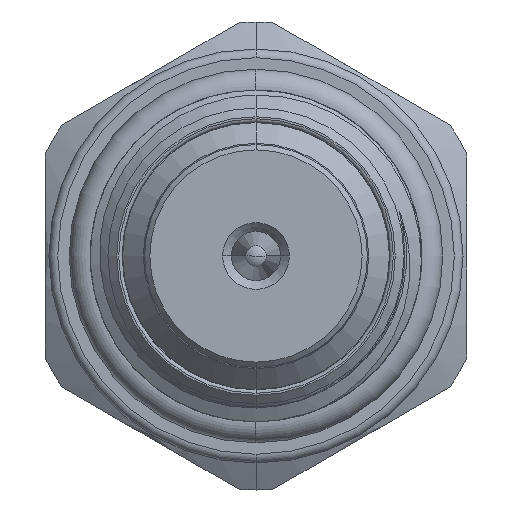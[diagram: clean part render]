
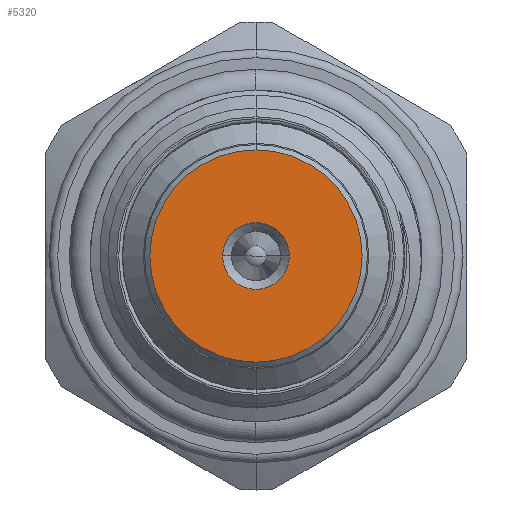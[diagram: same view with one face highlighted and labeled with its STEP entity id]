
A CAD part, front view. The second image highlights one B-rep face of the part: STEP entity #5320.
In plain terms, the highlighted planar face has unit normal (0, -1, 0).
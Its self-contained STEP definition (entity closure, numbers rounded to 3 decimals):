
#133 = FACE_BOUND ( 'NONE', #13719, .T. ) ;
#154 = CIRCLE ( 'NONE', #9996, 6.05 ) ;
#470 = CIRCLE ( 'NONE', #9771, 1.9 ) ;
#771 = CIRCLE ( 'NONE', #9791, 1.9 ) ;
#940 = FACE_OUTER_BOUND ( 'NONE', #13688, .T. ) ;
#998 = CIRCLE ( 'NONE', #9864, 6.05 ) ;
#1349 = CARTESIAN_POINT ( 'NONE',  ( 1.9, -46.36, 0. ) ) ;
#1365 = CARTESIAN_POINT ( 'NONE',  ( 0., -46.36, 6.05 ) ) ;
#1410 = CARTESIAN_POINT ( 'NONE',  ( 0., -46.36, -6.05 ) ) ;
#1549 = CARTESIAN_POINT ( 'NONE',  ( -1.9, -46.36, 0. ) ) ;
#1843 = CARTESIAN_POINT ( 'NONE',  ( 0., -46.36, 0. ) ) ;
#1844 = DIRECTION ( 'NONE',  ( 0., 1., 0. ) ) ;
#1845 = DIRECTION ( 'NONE',  ( 0., 0., -1. ) ) ;
#3346 = VERTEX_POINT ( 'NONE', #1549 ) ;
#3347 = VERTEX_POINT ( 'NONE', #1349 ) ;
#3359 = VERTEX_POINT ( 'NONE', #1410 ) ;
#3480 = ORIENTED_EDGE ( 'NONE', *, *, #12745, .T. ) ;
#3537 = ORIENTED_EDGE ( 'NONE', *, *, #9642, .F. ) ;
#3577 = VERTEX_POINT ( 'NONE', #1365 ) ;
#3678 = ORIENTED_EDGE ( 'NONE', *, *, #9738, .T. ) ;
#3737 = ORIENTED_EDGE ( 'NONE', *, *, #9736, .F. ) ;
#4316 = CARTESIAN_POINT ( 'NONE',  ( 0., -46.36, 0. ) ) ;
#4317 = DIRECTION ( 'NONE',  ( 0., 1., 0. ) ) ;
#4318 = DIRECTION ( 'NONE',  ( 0., 0., -1. ) ) ;
#4324 = CARTESIAN_POINT ( 'NONE',  ( 0., -46.36, 0. ) ) ;
#4325 = DIRECTION ( 'NONE',  ( 0., 1., 0. ) ) ;
#4326 = DIRECTION ( 'NONE',  ( 0., 0., -1. ) ) ;
#5320 = ADVANCED_FACE ( 'NONE', ( #133, #940 ), #7055, .F. ) ;
#6744 = CARTESIAN_POINT ( 'NONE',  ( 0., -46.36, 0. ) ) ;
#6745 = DIRECTION ( 'NONE',  ( 0., 1., 0. ) ) ;
#6746 = DIRECTION ( 'NONE',  ( 0., 0., -1. ) ) ;
#7055 = PLANE ( 'NONE',  #12794 ) ;
#7065 = DIRECTION ( 'NONE',  ( 0., 0., -1. ) ) ;
#7066 = DIRECTION ( 'NONE',  ( 0., 1., 0. ) ) ;
#7070 = CARTESIAN_POINT ( 'NONE',  ( 0., -46.36, 0. ) ) ;
#9642 = EDGE_CURVE ( 'NONE', #3359, #3577, #154, .T. ) ;
#9736 = EDGE_CURVE ( 'NONE', #3577, #3359, #998, .T. ) ;
#9738 = EDGE_CURVE ( 'NONE', #3346, #3347, #771, .T. ) ;
#9771 = AXIS2_PLACEMENT_3D ( 'NONE', #1843, #1844, #1845 ) ;
#9791 = AXIS2_PLACEMENT_3D ( 'NONE', #4324, #4325, #4326 ) ;
#9864 = AXIS2_PLACEMENT_3D ( 'NONE', #4316, #4317, #4318 ) ;
#9996 = AXIS2_PLACEMENT_3D ( 'NONE', #6744, #6745, #6746 ) ;
#12745 = EDGE_CURVE ( 'NONE', #3347, #3346, #470, .T. ) ;
#12794 = AXIS2_PLACEMENT_3D ( 'NONE', #7070, #7066, #7065 ) ;
#13688 = EDGE_LOOP ( 'NONE', ( #3537, #3737 ) ) ;
#13719 = EDGE_LOOP ( 'NONE', ( #3480, #3678 ) ) ;
